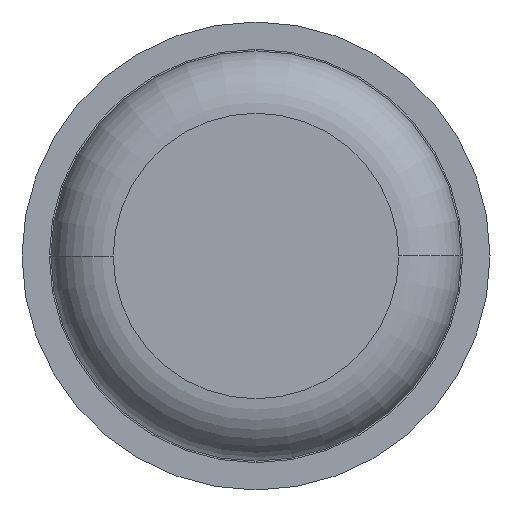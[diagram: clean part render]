
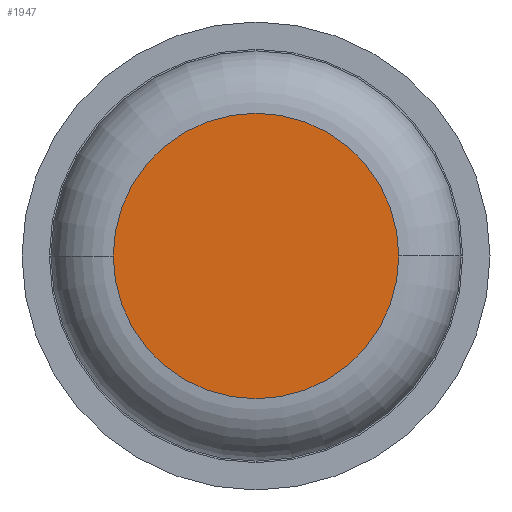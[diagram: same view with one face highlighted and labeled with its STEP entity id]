
A CAD part, front view. The second image highlights one B-rep face of the part: STEP entity #1947.
In plain terms, the highlighted planar face has unit normal (0, -1, 0).
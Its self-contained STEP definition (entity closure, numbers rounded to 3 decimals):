
#252 = CARTESIAN_POINT ( 'NONE',  ( 0., 0., 0. ) ) ;
#325 = CARTESIAN_POINT ( 'NONE',  ( 0.915, 0., 0. ) ) ;
#390 = CARTESIAN_POINT ( 'NONE',  ( 0., 0., 0. ) ) ;
#438 = CARTESIAN_POINT ( 'NONE',  ( -0.915, 0., 0. ) ) ;
#680 = DIRECTION ( 'NONE',  ( 0., 1., 0. ) ) ;
#1172 = EDGE_CURVE ( 'Defeature ausgef�hrt1_6+Defeature ausgef�hrt1_7+Defeature ausgef�hrt1_7+Defeature ausgef�hrt1_7', #1421, #3616, #3342, .T. ) ;
#1331 = FACE_OUTER_BOUND ( 'NONE', #2739, .T. ) ;
#1339 = AXIS2_PLACEMENT_3D ( 'NONE', #252, #2290, #2277 ) ;
#1421 = VERTEX_POINT ( 'NONE', #438 ) ;
#1572 = DIRECTION ( 'NONE',  ( -1., 0., 0. ) ) ;
#1692 = CARTESIAN_POINT ( 'NONE',  ( 0., 0., 0. ) ) ;
#1773 = ORIENTED_EDGE ( 'NONE', *, *, #1172, .T. ) ;
#1776 = CIRCLE ( 'NONE', #1339, 0.915 ) ;
#1947 = ADVANCED_FACE ( 'Defeature ausgef�hrt1_6', ( #1331 ), #3023, .F. ) ;
#2022 = ORIENTED_EDGE ( 'NONE', *, *, #2953, .T. ) ;
#2241 = DIRECTION ( 'NONE',  ( -1., 0., 0. ) ) ;
#2277 = DIRECTION ( 'NONE',  ( -1., 0., 0. ) ) ;
#2290 = DIRECTION ( 'NONE',  ( 0., -1., 0. ) ) ;
#2739 = EDGE_LOOP ( 'NONE', ( #1773, #2022 ) ) ;
#2878 = AXIS2_PLACEMENT_3D ( 'NONE', #1692, #3719, #2241 ) ;
#2953 = EDGE_CURVE ( 'Defeature ausgef�hrt1_6+Defeature ausgef�hrt1_7+Defeature ausgef�hrt1_7+Defeature ausgef�hrt1_7', #3616, #1421, #1776, .T. ) ;
#3023 = PLANE ( 'NONE',  #3097 ) ;
#3097 = AXIS2_PLACEMENT_3D ( 'NONE', #390, #680, #1572 ) ;
#3342 = CIRCLE ( 'NONE', #2878, 0.915 ) ;
#3616 = VERTEX_POINT ( 'NONE', #325 ) ;
#3719 = DIRECTION ( 'NONE',  ( 0., -1., 0. ) ) ;
